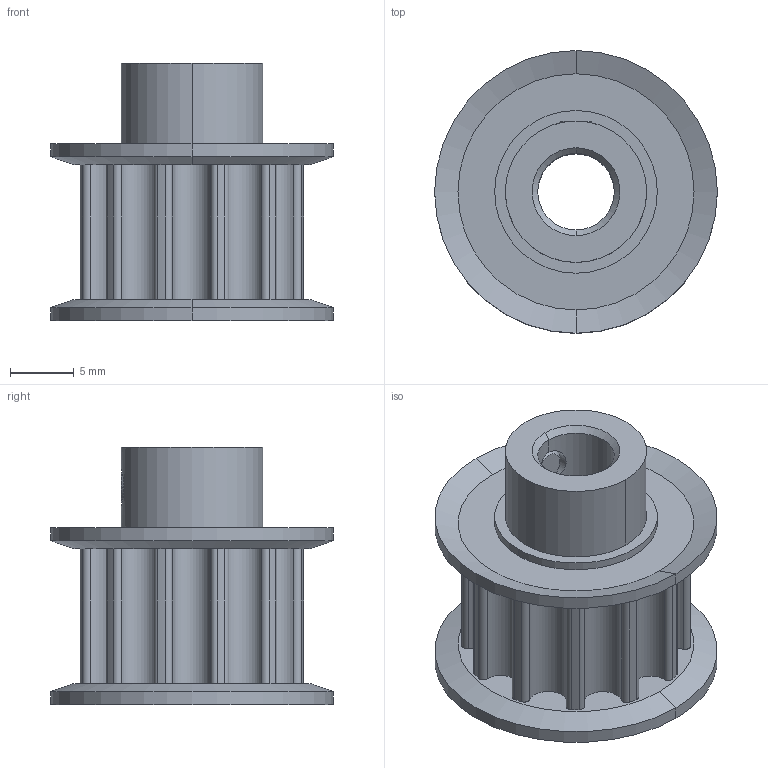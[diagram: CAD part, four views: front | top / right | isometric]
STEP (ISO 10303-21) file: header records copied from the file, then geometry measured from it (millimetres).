
FILE_DESCRIPTION((''),'2;1');
FILE_NAME('73203','2012-07-02T',('carefree'),(''),'PRO/ENGINEER BY PARAMETRIC TECHNOLOGY CORPORATION, 2005030','PRO/ENGINEER BY PARAMETRIC TECHNOLOGY CORPORATION, 2005030','');
FILE_SCHEMA(('CONFIG_CONTROL_DESIGN'));
Length unit declared in the file: millimetre
Products named in the file (1): 73203
Bounding box: 22.2 x 22.2 x 20.2 mm (x, y, z)
Volume: 2966.5 mm3; surface area: 2828.1 mm2
Topology: 1 solids, 1 shells, 96 faces, 252 edges, 164 vertices
Faces by surface type: cylinder 64, plane 16, cone 16
Entity records: 3262 total; most frequent: CARTESIAN_POINT 714, DIRECTION 586, ORIENTED_EDGE 504, EDGE_CURVE 252, AXIS2_PLACEMENT_3D 242, VERTEX_POINT 164, CIRCLE 146, EDGE_LOOP 104
